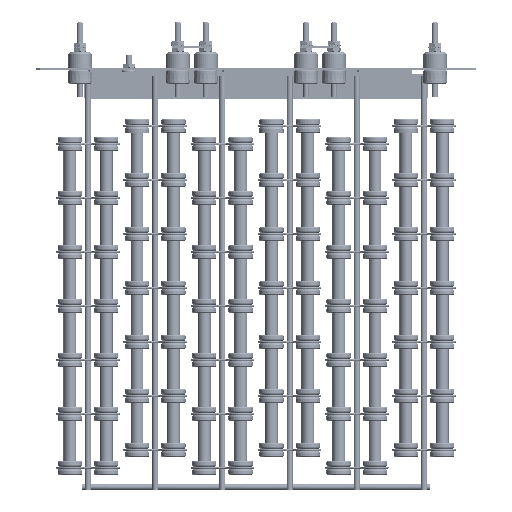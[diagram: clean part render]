
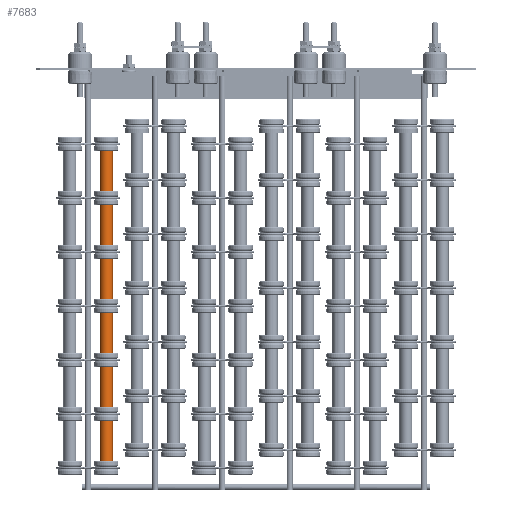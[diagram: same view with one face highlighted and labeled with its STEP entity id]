
A CAD part, front view. The second image highlights one B-rep face of the part: STEP entity #7683.
In plain terms, the highlighted cylindrical face has radius 5.08 mm (diameter 10.16 mm), a full revolution.
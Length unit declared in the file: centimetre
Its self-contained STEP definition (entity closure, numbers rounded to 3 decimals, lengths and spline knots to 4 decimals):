
#2749=VERTEX_POINT('',#14734);
#2750=VERTEX_POINT('',#14736);
#3139=CIRCLE('',#8573,0.508);
#3140=CIRCLE('',#8574,0.508);
#4098=EDGE_CURVE('',#2749,#2749,#3139,.T.);
#4099=EDGE_CURVE('',#2750,#2750,#3140,.T.);
#6012=ORIENTED_EDGE('',*,*,#4098,.T.);
#6013=ORIENTED_EDGE('',*,*,#4099,.T.);
#6633=EDGE_LOOP('',(#6012));
#6634=EDGE_LOOP('',(#6013));
#7254=FACE_BOUND('',#6633,.T.);
#7255=FACE_BOUND('',#6634,.T.);
#7683=ADVANCED_FACE('',(#7254,#7255),#14928,.T.);
#8572=AXIS2_PLACEMENT_3D('',#14732,#10648,#10649);
#8573=AXIS2_PLACEMENT_3D('',#14733,#10650,#10651);
#8574=AXIS2_PLACEMENT_3D('',#14735,#10652,#10653);
#10648=DIRECTION('',(0.,0.,1.));
#10649=DIRECTION('',(0.508,0.,0.));
#10650=DIRECTION('',(0.,0.,-1.));
#10651=DIRECTION('',(0.508,0.,0.));
#10652=DIRECTION('',(0.,0.,1.));
#10653=DIRECTION('',(0.508,0.,0.));
#14732=CARTESIAN_POINT('',(0.,0.,0.));
#14733=CARTESIAN_POINT('',(0.,0.,26.67));
#14734=CARTESIAN_POINT('',(0.508,0.,26.67));
#14735=CARTESIAN_POINT('',(0.,0.,0.));
#14736=CARTESIAN_POINT('',(0.508,0.,0.));
#14928=CYLINDRICAL_SURFACE('',#8572,0.508);
